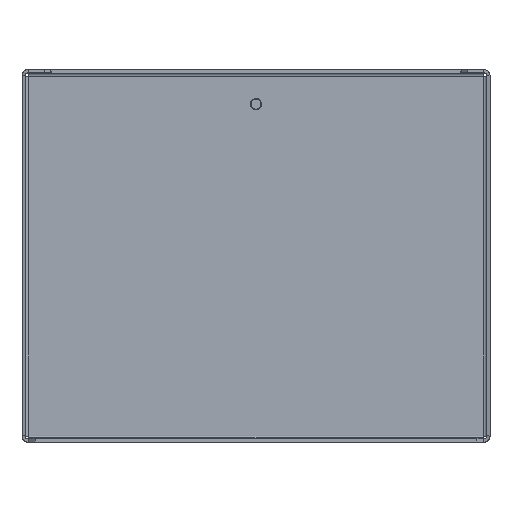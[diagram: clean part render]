
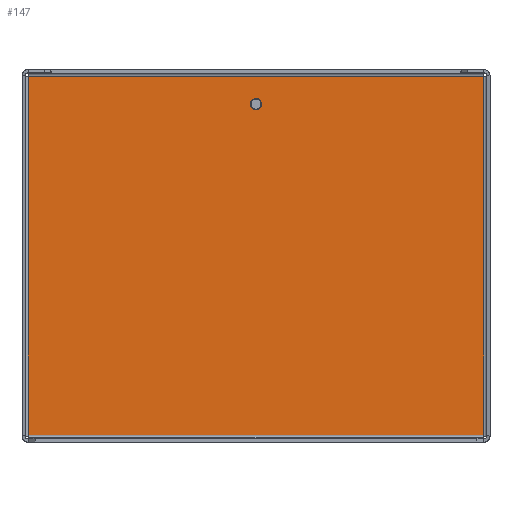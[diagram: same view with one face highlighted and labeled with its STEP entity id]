
A CAD part, top view. The second image highlights one B-rep face of the part: STEP entity #147.
In plain terms, the highlighted planar face has unit normal (0, 0, 1).
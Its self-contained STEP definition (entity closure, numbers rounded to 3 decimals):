
#147=ADVANCED_FACE('',(#384),#385,.F.);
#384=FACE_OUTER_BOUND('',#830,.T.);
#385=PLANE('',#831);
#830=EDGE_LOOP('',(#1775,#1776,#1777,#1778));
#831=AXIS2_PLACEMENT_3D('',#1779,#1780,#1781);
#1775=ORIENTED_EDGE('',*,*,#2382,.T.);
#1776=ORIENTED_EDGE('',*,*,#2383,.T.);
#1777=ORIENTED_EDGE('',*,*,#2384,.T.);
#1778=ORIENTED_EDGE('',*,*,#2380,.F.);
#1779=CARTESIAN_POINT('',(0.0,147.5,2.5));
#1780=DIRECTION('',(0.0,0.0,-1.0));
#1781=DIRECTION('',(1.0,0.0,0.0));
#2380=EDGE_CURVE('',#2825,#2795,#2827,.T.);
#2382=EDGE_CURVE('',#2825,#2829,#2830,.T.);
#2383=EDGE_CURVE('',#2829,#2831,#2832,.T.);
#2384=EDGE_CURVE('',#2831,#2795,#2833,.T.);
#2795=VERTEX_POINT('',#3468);
#2825=VERTEX_POINT('',#3527);
#2827=LINE('',#3529,#3530);
#2829=VERTEX_POINT('',#3532);
#2830=LINE('',#3533,#3534);
#2831=VERTEX_POINT('',#3535);
#2832=LINE('',#3536,#3537);
#2833=LINE('',#3538,#3539);
#3468=CARTESIAN_POINT('',(183.5,292.5,2.5));
#3527=CARTESIAN_POINT('',(-183.5,292.5,2.5));
#3529=CARTESIAN_POINT('',(-183.5,292.5,2.5));
#3530=VECTOR('',#4176,367.0);
#3532=CARTESIAN_POINT('',(-183.5,2.5,2.5));
#3533=CARTESIAN_POINT('',(-183.5,292.5,2.5));
#3534=VECTOR('',#4180,290.0);
#3535=CARTESIAN_POINT('',(183.5,2.5,2.5));
#3536=CARTESIAN_POINT('',(-183.5,2.5,2.5));
#3537=VECTOR('',#4181,367.0);
#3538=CARTESIAN_POINT('',(183.5,2.5,2.5));
#3539=VECTOR('',#4182,290.0);
#4176=DIRECTION('',(1.0,0.0,0.0));
#4180=DIRECTION('',(0.0,-1.0,0.0));
#4181=DIRECTION('',(1.0,0.0,0.0));
#4182=DIRECTION('',(0.0,1.0,0.0));
